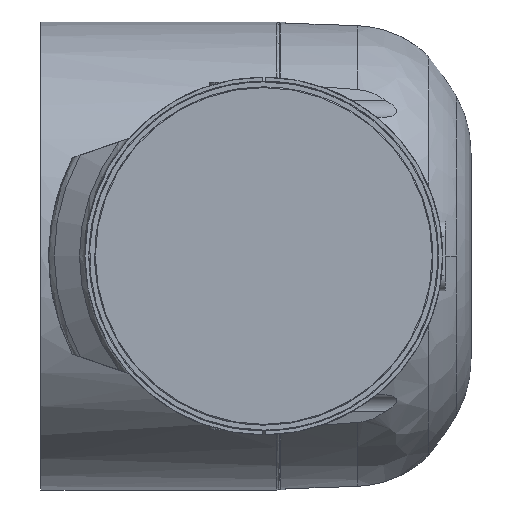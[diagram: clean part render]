
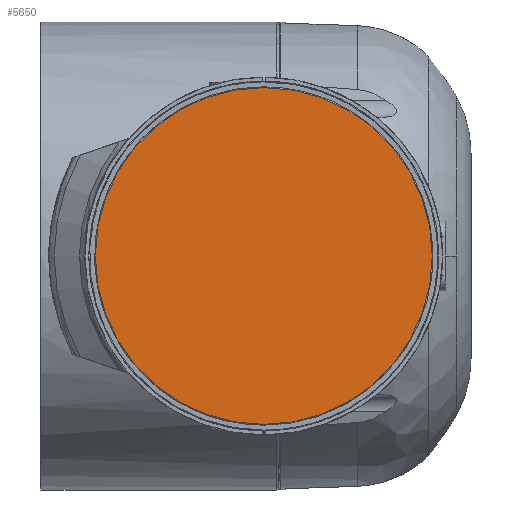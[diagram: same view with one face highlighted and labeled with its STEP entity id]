
A CAD part, front view. The second image highlights one B-rep face of the part: STEP entity #5650.
In plain terms, the highlighted planar face has unit normal (0, -1, 0).
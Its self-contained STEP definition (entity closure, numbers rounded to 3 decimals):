
#3277 = CARTESIAN_POINT ( 'NONE',  ( 151., -204., 0. ) ) ;
#3499 = ORIENTED_EDGE ( 'NONE', *, *, #18778, .F. ) ;
#5322 = FACE_OUTER_BOUND ( 'NONE', #7220, .T. ) ;
#5650 = ADVANCED_FACE ( 'NONE', ( #5322 ), #10934, .F. ) ;
#7220 = EDGE_LOOP ( 'NONE', ( #7942, #3499 ) ) ;
#7451 = AXIS2_PLACEMENT_3D ( 'NONE', #7548, #22389, #18027 ) ;
#7548 = CARTESIAN_POINT ( 'NONE',  ( 86., -204., 0. ) ) ;
#7942 = ORIENTED_EDGE ( 'NONE', *, *, #9967, .F. ) ;
#8655 = VERTEX_POINT ( 'NONE', #22624 ) ;
#9074 = AXIS2_PLACEMENT_3D ( 'NONE', #3277, #26279, #24270 ) ;
#9967 = EDGE_CURVE ( 'NONE', #8655, #14665, #25425, .T. ) ;
#10835 = DIRECTION ( 'NONE',  ( 0., 0., 1. ) ) ;
#10934 = PLANE ( 'NONE',  #9074 ) ;
#11514 = AXIS2_PLACEMENT_3D ( 'NONE', #16793, #18980, #10835 ) ;
#14665 = VERTEX_POINT ( 'NONE', #24321 ) ;
#16793 = CARTESIAN_POINT ( 'NONE',  ( 86., -204., 0. ) ) ;
#18027 = DIRECTION ( 'NONE',  ( 0., 0., 1. ) ) ;
#18778 = EDGE_CURVE ( 'NONE', #14665, #8655, #24007, .T. ) ;
#18980 = DIRECTION ( 'NONE',  ( 0., 1., 0. ) ) ;
#22389 = DIRECTION ( 'NONE',  ( 0., 1., 0. ) ) ;
#22624 = CARTESIAN_POINT ( 'NONE',  ( 86., -204., 65. ) ) ;
#24007 = CIRCLE ( 'NONE', #7451, 65. ) ;
#24270 = DIRECTION ( 'NONE',  ( 0., 0., 1. ) ) ;
#24321 = CARTESIAN_POINT ( 'NONE',  ( 86., -204., -65. ) ) ;
#25425 = CIRCLE ( 'NONE', #11514, 65. ) ;
#26279 = DIRECTION ( 'NONE',  ( 0., 1., 0. ) ) ;
